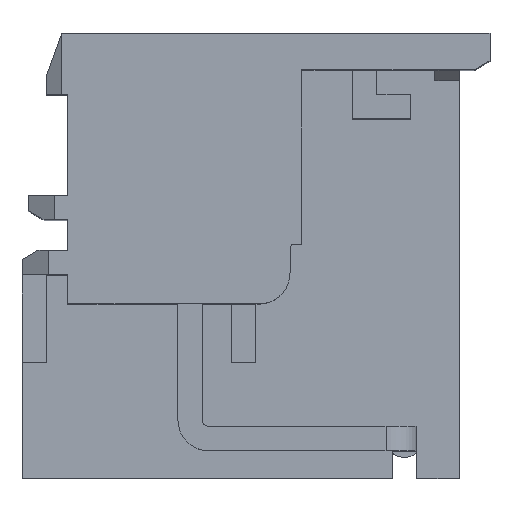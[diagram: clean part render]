
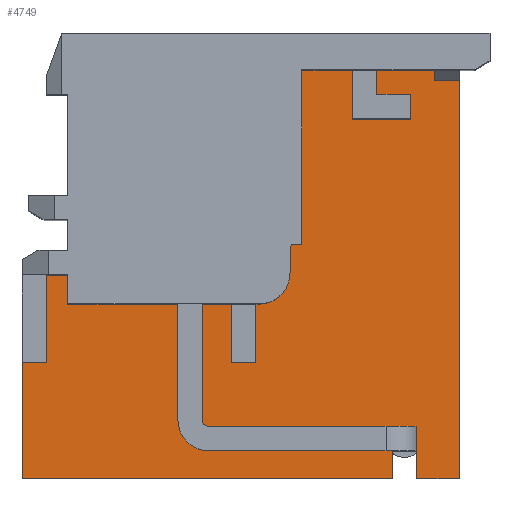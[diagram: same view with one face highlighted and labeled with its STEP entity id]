
A CAD part, top view. The second image highlights one B-rep face of the part: STEP entity #4749.
In plain terms, the highlighted planar face has unit normal (0, 0, 1).
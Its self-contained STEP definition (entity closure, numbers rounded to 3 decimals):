
#3265 = VERTEX_POINT('',#3266);
#3266 = CARTESIAN_POINT('',(1.9,12.1,7.85));
#3272 = EDGE_CURVE('',#3265,#3273,#3275,.T.);
#3273 = VERTEX_POINT('',#3274);
#3274 = CARTESIAN_POINT('',(3.55,12.1,7.85));
#3275 = LINE('',#3276,#3277);
#3276 = CARTESIAN_POINT('',(4.715,12.1,7.85));
#3277 = VECTOR('',#3278,1.);
#3278 = DIRECTION('',(1.,0.,0.));
#3297 = VERTEX_POINT('',#3298);
#3298 = CARTESIAN_POINT('',(4.35,12.1,7.85));
#3304 = EDGE_CURVE('',#3297,#3305,#3307,.T.);
#3305 = VERTEX_POINT('',#3306);
#3306 = CARTESIAN_POINT('',(6.25,12.1,7.85));
#3307 = LINE('',#3308,#3309);
#3308 = CARTESIAN_POINT('',(4.715,12.1,7.85));
#3309 = VECTOR('',#3310,1.);
#3310 = DIRECTION('',(1.,0.,0.));
#3481 = VERTEX_POINT('',#3482);
#3482 = CARTESIAN_POINT('',(1.9,6.4,7.85));
#3488 = EDGE_CURVE('',#3481,#3265,#3489,.T.);
#3489 = LINE('',#3490,#3491);
#3490 = CARTESIAN_POINT('',(1.9,9.25,7.85));
#3491 = VECTOR('',#3492,1.);
#3492 = DIRECTION('',(0.,1.,0.));
#3537 = VERTEX_POINT('',#3538);
#3538 = CARTESIAN_POINT('',(0.51,4.45,7.85));
#3546 = VERTEX_POINT('',#3547);
#3547 = CARTESIAN_POINT('',(-5.75,4.45,7.85));
#3553 = EDGE_CURVE('',#3546,#3554,#3556,.T.);
#3554 = VERTEX_POINT('',#3555);
#3555 = CARTESIAN_POINT('',(-0.4,4.45,7.85));
#3556 = LINE('',#3557,#3558);
#3557 = CARTESIAN_POINT('',(-2.62,4.45,7.85));
#3558 = VECTOR('',#3559,1.);
#3559 = DIRECTION('',(1.,0.,0.));
#3578 = VERTEX_POINT('',#3579);
#3579 = CARTESIAN_POINT('',(0.4,4.45,7.85));
#3585 = EDGE_CURVE('',#3578,#3537,#3586,.T.);
#3586 = LINE('',#3587,#3588);
#3587 = CARTESIAN_POINT('',(-2.62,4.45,7.85));
#3588 = VECTOR('',#3589,1.);
#3589 = DIRECTION('',(1.,0.,0.));
#4661 = VERTEX_POINT('',#4662);
#4662 = CARTESIAN_POINT('',(7.05,11.75,7.85));
#4668 = EDGE_CURVE('',#4661,#4669,#4671,.T.);
#4669 = VERTEX_POINT('',#4670);
#4670 = CARTESIAN_POINT('',(7.05,-1.25,7.85));
#4671 = LINE('',#4672,#4673);
#4672 = CARTESIAN_POINT('',(7.05,5.425,7.85));
#4673 = VECTOR('',#4674,1.);
#4674 = DIRECTION('',(0.,-1.,0.));
#4730 = EDGE_CURVE('',#3305,#4731,#4733,.T.);
#4731 = VERTEX_POINT('',#4732);
#4732 = CARTESIAN_POINT('',(6.25,11.75,7.85));
#4733 = LINE('',#4734,#4735);
#4734 = CARTESIAN_POINT('',(6.25,11.925,7.85));
#4735 = VECTOR('',#4736,1.);
#4736 = DIRECTION('',(0.,-1.,0.));
#4749 = ADVANCED_FACE('',(#4750),#4942,.T.);
#4750 = FACE_BOUND('',#4751,.T.);
#4751 = EDGE_LOOP('',(#4752,#4762,#4770,#4776,#4777,#4783,#4784,#4785,
    #4793,#4801,#4809,#4817,#4823,#4824,#4825,#4833,#4841,#4848,#4849,
    #4857,#4865,#4871,#4872,#4880,#4888,#4896,#4904,#4912,#4920,#4928,
    #4936));
#4752 = ORIENTED_EDGE('',*,*,#4753,.T.);
#4753 = EDGE_CURVE('',#4754,#4756,#4758,.T.);
#4754 = VERTEX_POINT('',#4755);
#4755 = CARTESIAN_POINT('',(5.65,0.45,7.85));
#4756 = VERTEX_POINT('',#4757);
#4757 = CARTESIAN_POINT('',(5.65,-0.35,7.85));
#4758 = LINE('',#4759,#4760);
#4759 = CARTESIAN_POINT('',(5.65,5.425,7.85));
#4760 = VECTOR('',#4761,1.);
#4761 = DIRECTION('',(0.,-1.,0.));
#4762 = ORIENTED_EDGE('',*,*,#4763,.F.);
#4763 = EDGE_CURVE('',#4764,#4756,#4766,.T.);
#4764 = VERTEX_POINT('',#4765);
#4765 = CARTESIAN_POINT('',(5.65,-1.25,7.85));
#4766 = LINE('',#4767,#4768);
#4767 = CARTESIAN_POINT('',(5.65,-0.8,7.85));
#4768 = VECTOR('',#4769,1.);
#4769 = DIRECTION('',(0.,1.,0.));
#4770 = ORIENTED_EDGE('',*,*,#4771,.T.);
#4771 = EDGE_CURVE('',#4764,#4669,#4772,.T.);
#4772 = LINE('',#4773,#4774);
#4773 = CARTESIAN_POINT('',(-0.1,-1.25,7.85));
#4774 = VECTOR('',#4775,1.);
#4775 = DIRECTION('',(1.,0.,0.));
#4776 = ORIENTED_EDGE('',*,*,#4668,.F.);
#4777 = ORIENTED_EDGE('',*,*,#4778,.T.);
#4778 = EDGE_CURVE('',#4661,#4731,#4779,.T.);
#4779 = LINE('',#4780,#4781);
#4780 = CARTESIAN_POINT('',(-0.1,11.75,7.85));
#4781 = VECTOR('',#4782,1.);
#4782 = DIRECTION('',(-1.,0.,0.));
#4783 = ORIENTED_EDGE('',*,*,#4730,.F.);
#4784 = ORIENTED_EDGE('',*,*,#3304,.F.);
#4785 = ORIENTED_EDGE('',*,*,#4786,.T.);
#4786 = EDGE_CURVE('',#3297,#4787,#4789,.T.);
#4787 = VERTEX_POINT('',#4788);
#4788 = CARTESIAN_POINT('',(4.35,11.3,7.85));
#4789 = LINE('',#4790,#4791);
#4790 = CARTESIAN_POINT('',(4.35,5.425,7.85));
#4791 = VECTOR('',#4792,1.);
#4792 = DIRECTION('',(0.,-1.,0.));
#4793 = ORIENTED_EDGE('',*,*,#4794,.T.);
#4794 = EDGE_CURVE('',#4787,#4795,#4797,.T.);
#4795 = VERTEX_POINT('',#4796);
#4796 = CARTESIAN_POINT('',(5.45,11.3,7.85));
#4797 = LINE('',#4798,#4799);
#4798 = CARTESIAN_POINT('',(-0.1,11.3,7.85));
#4799 = VECTOR('',#4800,1.);
#4800 = DIRECTION('',(1.,0.,0.));
#4801 = ORIENTED_EDGE('',*,*,#4802,.T.);
#4802 = EDGE_CURVE('',#4795,#4803,#4805,.T.);
#4803 = VERTEX_POINT('',#4804);
#4804 = CARTESIAN_POINT('',(5.45,10.5,7.85));
#4805 = LINE('',#4806,#4807);
#4806 = CARTESIAN_POINT('',(5.45,5.425,7.85));
#4807 = VECTOR('',#4808,1.);
#4808 = DIRECTION('',(0.,-1.,0.));
#4809 = ORIENTED_EDGE('',*,*,#4810,.T.);
#4810 = EDGE_CURVE('',#4803,#4811,#4813,.T.);
#4811 = VERTEX_POINT('',#4812);
#4812 = CARTESIAN_POINT('',(3.55,10.5,7.85));
#4813 = LINE('',#4814,#4815);
#4814 = CARTESIAN_POINT('',(-0.1,10.5,7.85));
#4815 = VECTOR('',#4816,1.);
#4816 = DIRECTION('',(-1.,0.,0.));
#4817 = ORIENTED_EDGE('',*,*,#4818,.T.);
#4818 = EDGE_CURVE('',#4811,#3273,#4819,.T.);
#4819 = LINE('',#4820,#4821);
#4820 = CARTESIAN_POINT('',(3.55,5.425,7.85));
#4821 = VECTOR('',#4822,1.);
#4822 = DIRECTION('',(0.,1.,0.));
#4823 = ORIENTED_EDGE('',*,*,#3272,.F.);
#4824 = ORIENTED_EDGE('',*,*,#3488,.F.);
#4825 = ORIENTED_EDGE('',*,*,#4826,.T.);
#4826 = EDGE_CURVE('',#3481,#4827,#4829,.T.);
#4827 = VERTEX_POINT('',#4828);
#4828 = CARTESIAN_POINT('',(1.546,6.4,7.85));
#4829 = LINE('',#4830,#4831);
#4830 = CARTESIAN_POINT('',(-0.1,6.4,7.85));
#4831 = VECTOR('',#4832,1.);
#4832 = DIRECTION('',(-1.,0.,0.));
#4833 = ORIENTED_EDGE('',*,*,#4834,.F.);
#4834 = EDGE_CURVE('',#4835,#4827,#4837,.T.);
#4835 = VERTEX_POINT('',#4836);
#4836 = CARTESIAN_POINT('',(1.509,5.413,7.85));
#4837 = LINE('',#4838,#4839);
#4838 = CARTESIAN_POINT('',(1.528,5.907,7.85));
#4839 = VECTOR('',#4840,1.);
#4840 = DIRECTION('',(0.037,0.999,0.));
#4841 = ORIENTED_EDGE('',*,*,#4842,.T.);
#4842 = EDGE_CURVE('',#4835,#3537,#4843,.T.);
#4843 = CIRCLE('',#4844,1.);
#4844 = AXIS2_PLACEMENT_3D('',#4845,#4846,#4847);
#4845 = CARTESIAN_POINT('',(0.51,5.45,7.85));
#4846 = DIRECTION('',(0.,0.,-1.));
#4847 = DIRECTION('',(0.,1.,0.));
#4848 = ORIENTED_EDGE('',*,*,#3585,.F.);
#4849 = ORIENTED_EDGE('',*,*,#4850,.T.);
#4850 = EDGE_CURVE('',#3578,#4851,#4853,.T.);
#4851 = VERTEX_POINT('',#4852);
#4852 = CARTESIAN_POINT('',(0.4,2.55,7.85));
#4853 = LINE('',#4854,#4855);
#4854 = CARTESIAN_POINT('',(0.4,5.425,7.85));
#4855 = VECTOR('',#4856,1.);
#4856 = DIRECTION('',(0.,-1.,0.));
#4857 = ORIENTED_EDGE('',*,*,#4858,.T.);
#4858 = EDGE_CURVE('',#4851,#4859,#4861,.T.);
#4859 = VERTEX_POINT('',#4860);
#4860 = CARTESIAN_POINT('',(-0.4,2.55,7.85));
#4861 = LINE('',#4862,#4863);
#4862 = CARTESIAN_POINT('',(-0.1,2.55,7.85));
#4863 = VECTOR('',#4864,1.);
#4864 = DIRECTION('',(-1.,0.,0.));
#4865 = ORIENTED_EDGE('',*,*,#4866,.T.);
#4866 = EDGE_CURVE('',#4859,#3554,#4867,.T.);
#4867 = LINE('',#4868,#4869);
#4868 = CARTESIAN_POINT('',(-0.4,5.425,7.85));
#4869 = VECTOR('',#4870,1.);
#4870 = DIRECTION('',(0.,1.,0.));
#4871 = ORIENTED_EDGE('',*,*,#3553,.F.);
#4872 = ORIENTED_EDGE('',*,*,#4873,.T.);
#4873 = EDGE_CURVE('',#3546,#4874,#4876,.T.);
#4874 = VERTEX_POINT('',#4875);
#4875 = CARTESIAN_POINT('',(-5.75,5.4,7.85));
#4876 = LINE('',#4877,#4878);
#4877 = CARTESIAN_POINT('',(-5.75,5.425,7.85));
#4878 = VECTOR('',#4879,1.);
#4879 = DIRECTION('',(0.,1.,0.));
#4880 = ORIENTED_EDGE('',*,*,#4881,.F.);
#4881 = EDGE_CURVE('',#4882,#4874,#4884,.T.);
#4882 = VERTEX_POINT('',#4883);
#4883 = CARTESIAN_POINT('',(-6.45,5.4,7.85));
#4884 = LINE('',#4885,#4886);
#4885 = CARTESIAN_POINT('',(-6.5,5.4,7.85));
#4886 = VECTOR('',#4887,1.);
#4887 = DIRECTION('',(1.,0.,0.));
#4888 = ORIENTED_EDGE('',*,*,#4889,.T.);
#4889 = EDGE_CURVE('',#4882,#4890,#4892,.T.);
#4890 = VERTEX_POINT('',#4891);
#4891 = CARTESIAN_POINT('',(-6.45,2.55,7.85));
#4892 = LINE('',#4893,#4894);
#4893 = CARTESIAN_POINT('',(-6.45,5.425,7.85));
#4894 = VECTOR('',#4895,1.);
#4895 = DIRECTION('',(0.,-1.,0.));
#4896 = ORIENTED_EDGE('',*,*,#4897,.T.);
#4897 = EDGE_CURVE('',#4890,#4898,#4900,.T.);
#4898 = VERTEX_POINT('',#4899);
#4899 = CARTESIAN_POINT('',(-7.25,2.55,7.85));
#4900 = LINE('',#4901,#4902);
#4901 = CARTESIAN_POINT('',(-0.1,2.55,7.85));
#4902 = VECTOR('',#4903,1.);
#4903 = DIRECTION('',(-1.,0.,0.));
#4904 = ORIENTED_EDGE('',*,*,#4905,.T.);
#4905 = EDGE_CURVE('',#4898,#4906,#4908,.T.);
#4906 = VERTEX_POINT('',#4907);
#4907 = CARTESIAN_POINT('',(-7.25,-1.25,7.85));
#4908 = LINE('',#4909,#4910);
#4909 = CARTESIAN_POINT('',(-7.25,5.425,7.85));
#4910 = VECTOR('',#4911,1.);
#4911 = DIRECTION('',(0.,-1.,0.));
#4912 = ORIENTED_EDGE('',*,*,#4913,.T.);
#4913 = EDGE_CURVE('',#4906,#4914,#4916,.T.);
#4914 = VERTEX_POINT('',#4915);
#4915 = CARTESIAN_POINT('',(4.85,-1.25,7.85));
#4916 = LINE('',#4917,#4918);
#4917 = CARTESIAN_POINT('',(-0.1,-1.25,7.85));
#4918 = VECTOR('',#4919,1.);
#4919 = DIRECTION('',(1.,0.,0.));
#4920 = ORIENTED_EDGE('',*,*,#4921,.F.);
#4921 = EDGE_CURVE('',#4922,#4914,#4924,.T.);
#4922 = VERTEX_POINT('',#4923);
#4923 = CARTESIAN_POINT('',(4.85,-0.35,7.85));
#4924 = LINE('',#4925,#4926);
#4925 = CARTESIAN_POINT('',(4.85,-0.8,7.85));
#4926 = VECTOR('',#4927,1.);
#4927 = DIRECTION('',(0.,-1.,0.));
#4928 = ORIENTED_EDGE('',*,*,#4929,.T.);
#4929 = EDGE_CURVE('',#4922,#4930,#4932,.T.);
#4930 = VERTEX_POINT('',#4931);
#4931 = CARTESIAN_POINT('',(4.85,0.45,7.85));
#4932 = LINE('',#4933,#4934);
#4933 = CARTESIAN_POINT('',(4.85,5.425,7.85));
#4934 = VECTOR('',#4935,1.);
#4935 = DIRECTION('',(0.,1.,0.));
#4936 = ORIENTED_EDGE('',*,*,#4937,.F.);
#4937 = EDGE_CURVE('',#4754,#4930,#4938,.T.);
#4938 = LINE('',#4939,#4940);
#4939 = CARTESIAN_POINT('',(2.25,0.45,7.85));
#4940 = VECTOR('',#4941,1.);
#4941 = DIRECTION('',(-1.,0.,0.));
#4942 = PLANE('',#4943);
#4943 = AXIS2_PLACEMENT_3D('',#4944,#4945,#4946);
#4944 = CARTESIAN_POINT('',(7.408,-1.584,7.85));
#4945 = DIRECTION('',(0.,0.,1.));
#4946 = DIRECTION('',(0.,1.,0.));
